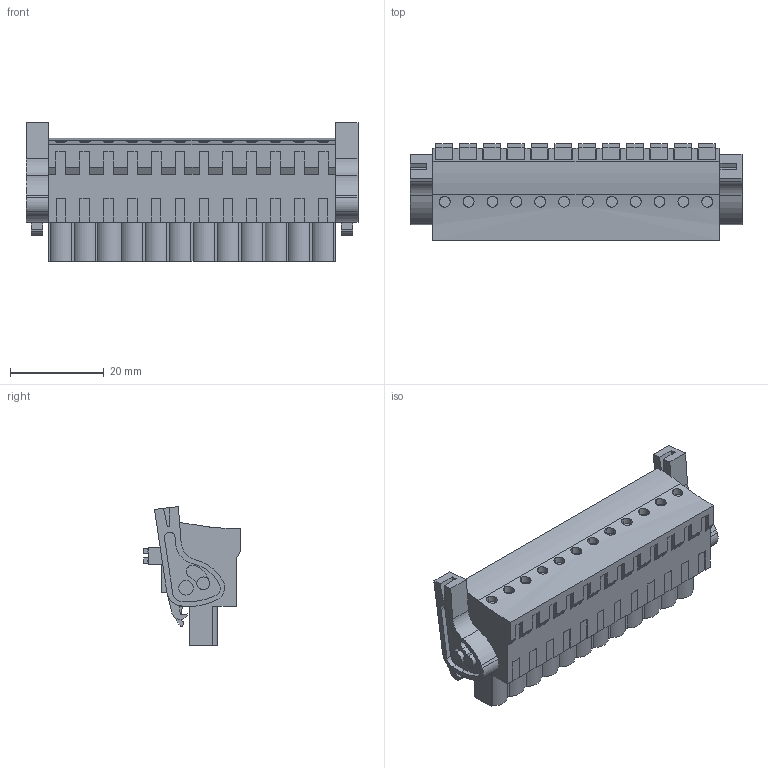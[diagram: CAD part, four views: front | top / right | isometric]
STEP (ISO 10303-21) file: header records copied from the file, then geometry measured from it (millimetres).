
FILE_DESCRIPTION(('CATIA V5 STEP Exchange','CAx-IF Rec.Pracs.--- Model Styling and Organization---1.4--- 2014-01-23'),'2;1');
FILE_NAME ('D1446338_0_1002380000_1002380000.stp','2017-09-09T07:35:46+00:00',('none'),('Weidmueller'),'CATIA Version 5-6 Release 2016','CATIA V5 STEP AP214','none');
FILE_SCHEMA(('AUTOMOTIVE_DESIGN { 1 0 10303 214 1 1 1 1 }'));
Length unit declared in the file: millimetre
Products named in the file (1): 1002380000
Bounding box: 70.66 x 20.64 x 29.52 mm (x, y, z)
Volume: 19743.4 mm3; surface area: 9780.9 mm2
Topology: 15 solids, 15 shells, 905 faces, 2580 edges, 1763 vertices
Faces by surface type: plane 693, cylinder 202, extrusion 10
Entity records: 27341 total; most frequent: CARTESIAN_POINT 5336, ORIENTED_EDGE 5160, DIRECTION 3489, EDGE_CURVE 2580, VECTOR 2111, LINE 2101, VERTEX_POINT 1763, EDGE_LOOP 971
